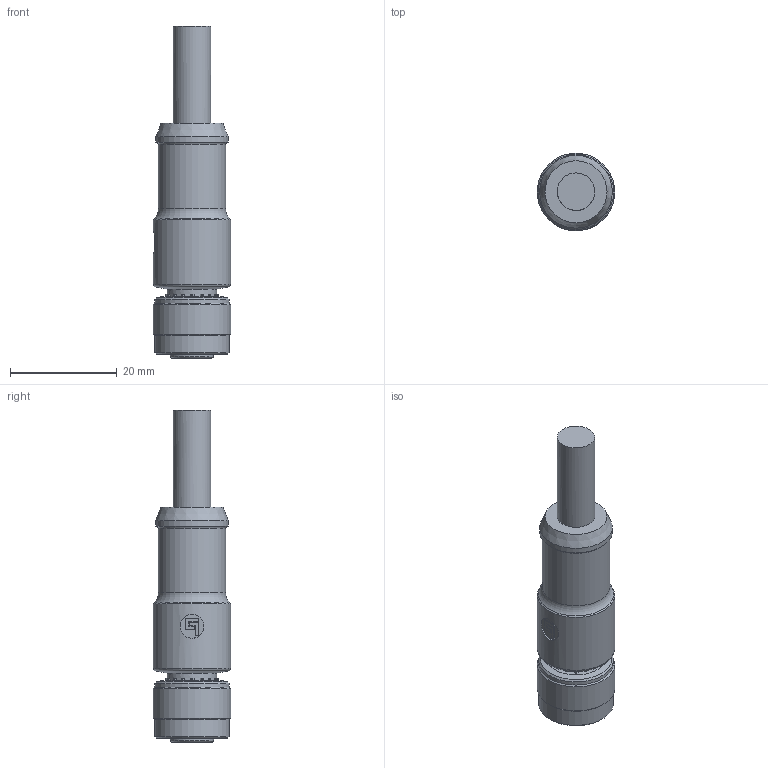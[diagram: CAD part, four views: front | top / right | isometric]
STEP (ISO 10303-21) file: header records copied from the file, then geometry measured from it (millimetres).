
FILE_DESCRIPTION(/* description */ (''),/* implementation_level */ '2;1');
FILE_NAME(/* name */ '00-7630-0212_bg.stp',/* time_stamp */ '2010-02-01T11:16:28+01:00',/* author */ (''),/* organization */ (''),/* preprocessor_version */ 'ST-DEVELOPER v11',/* originating_system */ 'UGS - NX 5.0',/* authorisation */ '');
FILE_SCHEMA (('CONFIG_CONTROL_DESIGN'));
Length unit declared in the file: millimetre
Products named in the file (1): kbor693D5mw7
Bounding box: 14.5 x 14.5 x 62.1 mm (x, y, z)
Volume: 6570.8 mm3; surface area: 3523.1 mm2
Topology: 2 solids, 2 shells, 288 faces, 771 edges, 502 vertices
Faces by surface type: plane 122, cylinder 101, cone 57, torus 6, sphere 2
Full cylindrical faces by diameter (mm): 0.7 x12, 7 x1, 8.2 x1, 9.2 x1, 10.917 x1, 12.6 x1, 13.6 x1, 14 x2, 14.5 x2
Entity records: 9042 total; most frequent: CARTESIAN_POINT 2270, DIRECTION 1448, ORIENTED_EDGE 1282, EDGE_CURVE 641, AXIS2_PLACEMENT_3D 592, VERTEX_POINT 458, EDGE_LOOP 376, ADVANCED_FACE 288
